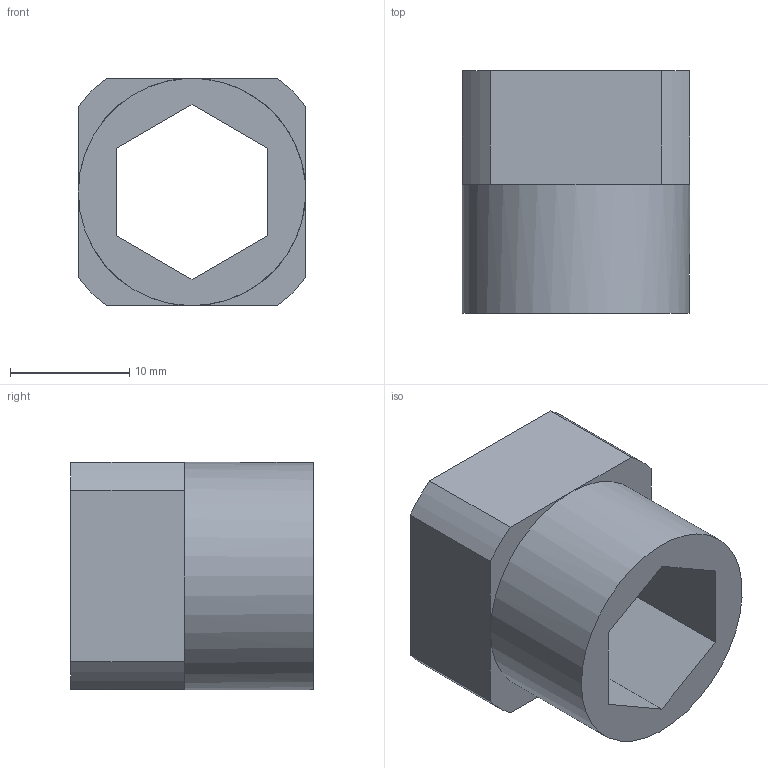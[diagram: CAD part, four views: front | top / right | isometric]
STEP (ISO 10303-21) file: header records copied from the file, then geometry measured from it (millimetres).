
FILE_DESCRIPTION(/* description */ (''),/* implementation_level */ '2;1');
FILE_NAME(/* name */ 'T81H-RS81.ipt.step',/* time_stamp */ '2017-01-04T15:02:38-08:00',/* author */ ('Autodesk Inc.'),/* organization */ ('Autodesk Inc.'),/* preprocessor_version */ 'ST-DEVELOPER v16.5',/* originating_system */ 'Autodesk Inventor 2017',/* authorisation */ '');
FILE_SCHEMA (('AUTOMOTIVE_DESIGN { 1 0 10303 214 3 1 1 }'));
Length unit declared in the file: inch
Products named in the file (1): T81H-RS81
Bounding box: 19.05 x 20.32 x 19.05 mm (x, y, z)
Volume: 3599.9 mm3; surface area: 2640.3 mm2
Topology: 1 solids, 1 shells, 21 faces, 53 edges, 34 vertices
Faces by surface type: plane 16, cylinder 5
Full cylindrical faces by diameter (mm): 19.05 x1
Entity records: 650 total; most frequent: DIRECTION 108, CARTESIAN_POINT 106, ORIENTED_EDGE 102, EDGE_CURVE 51, LINE 38, VECTOR 38, AXIS2_PLACEMENT_3D 35, VERTEX_POINT 33
